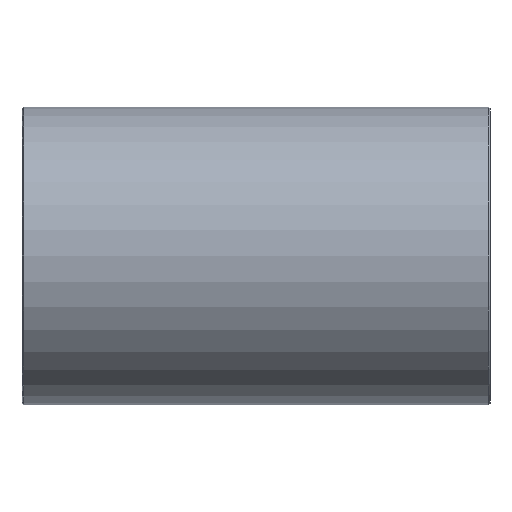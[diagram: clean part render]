
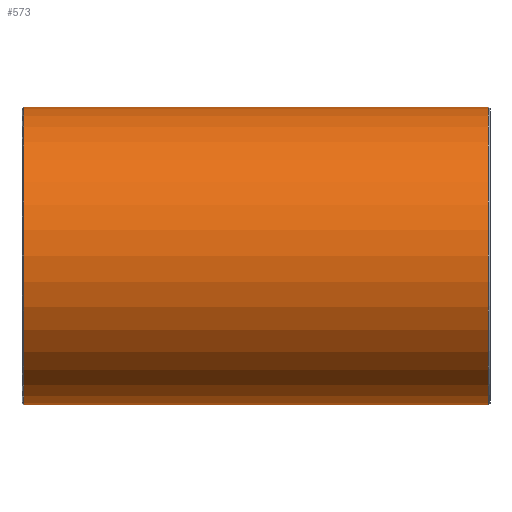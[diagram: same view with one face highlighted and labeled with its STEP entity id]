
A CAD part, front view. The second image highlights one B-rep face of the part: STEP entity #573.
In plain terms, the highlighted cylindrical face has radius 177.8 mm (diameter 355.6 mm), a partial arc.
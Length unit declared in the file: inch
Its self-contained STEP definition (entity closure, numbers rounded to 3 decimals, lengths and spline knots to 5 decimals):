
#5 = AXIS2_PLACEMENT_3D ( 'NONE', #138, #313, #367 ) ;
#22 = EDGE_CURVE ( 'NONE', #423, #408, #570, .T. ) ;
#27 = VERTEX_POINT ( 'NONE', #495 ) ;
#40 = CARTESIAN_POINT ( 'NONE',  ( 10.91667, 0., 0. ) ) ;
#46 = CIRCLE ( 'NONE', #233, 7. ) ;
#70 = VERTEX_POINT ( 'NONE', #465 ) ;
#81 = CARTESIAN_POINT ( 'NONE',  ( 11., 0., -7. ) ) ;
#94 = EDGE_CURVE ( 'NONE', #176, #408, #200, .T. ) ;
#95 = ORIENTED_EDGE ( 'NONE', *, *, #477, .F. ) ;
#106 = DIRECTION ( 'NONE',  ( -1., 0., 0. ) ) ;
#107 = CARTESIAN_POINT ( 'NONE',  ( 11., 0., -7. ) ) ;
#111 = VECTOR ( 'NONE', #257, 39.37008 ) ;
#113 = AXIS2_PLACEMENT_3D ( 'NONE', #297, #106, #433 ) ;
#127 = CARTESIAN_POINT ( 'NONE',  ( 0., 0., 7. ) ) ;
#138 = CARTESIAN_POINT ( 'NONE',  ( -10.91667, 0., 0. ) ) ;
#145 = VECTOR ( 'NONE', #497, 39.37008 ) ;
#159 = DIRECTION ( 'NONE',  ( 0., 0., -1. ) ) ;
#161 = LINE ( 'NONE', #203, #111 ) ;
#165 = DIRECTION ( 'NONE',  ( -1., 0., 0. ) ) ;
#176 = VERTEX_POINT ( 'NONE', #188 ) ;
#188 = CARTESIAN_POINT ( 'NONE',  ( 0., 0., -7. ) ) ;
#200 = LINE ( 'NONE', #107, #350 ) ;
#203 = CARTESIAN_POINT ( 'NONE',  ( 11., 0., 7. ) ) ;
#204 = FACE_OUTER_BOUND ( 'NONE', #333, .T. ) ;
#207 = VECTOR ( 'NONE', #165, 39.37008 ) ;
#216 = ORIENTED_EDGE ( 'NONE', *, *, #555, .T. ) ;
#233 = AXIS2_PLACEMENT_3D ( 'NONE', #40, #543, #159 ) ;
#257 = DIRECTION ( 'NONE',  ( -1., 0., 0. ) ) ;
#281 = EDGE_CURVE ( 'NONE', #27, #360, #161, .T. ) ;
#297 = CARTESIAN_POINT ( 'NONE',  ( 11., 0., 0. ) ) ;
#313 = DIRECTION ( 'NONE',  ( 1., 0., 0. ) ) ;
#333 = EDGE_LOOP ( 'NONE', ( #95, #216, #554, #437, #589, #528 ) ) ;
#342 = EDGE_CURVE ( 'NONE', #360, #423, #389, .T. ) ;
#350 = VECTOR ( 'NONE', #371, 39.37008 ) ;
#360 = VERTEX_POINT ( 'NONE', #127 ) ;
#367 = DIRECTION ( 'NONE',  ( 0., 0., 1. ) ) ;
#371 = DIRECTION ( 'NONE',  ( -1., 0., 0. ) ) ;
#387 = CYLINDRICAL_SURFACE ( 'NONE', #113, 7. ) ;
#389 = LINE ( 'NONE', #393, #207 ) ;
#393 = CARTESIAN_POINT ( 'NONE',  ( 11., 0., 7. ) ) ;
#403 = CARTESIAN_POINT ( 'NONE',  ( -10.91667, 0., -7. ) ) ;
#408 = VERTEX_POINT ( 'NONE', #403 ) ;
#423 = VERTEX_POINT ( 'NONE', #591 ) ;
#433 = DIRECTION ( 'NONE',  ( 0., 0., 1. ) ) ;
#437 = ORIENTED_EDGE ( 'NONE', *, *, #342, .T. ) ;
#465 = CARTESIAN_POINT ( 'NONE',  ( 10.91667, 0., -7. ) ) ;
#477 = EDGE_CURVE ( 'NONE', #70, #176, #493, .T. ) ;
#493 = LINE ( 'NONE', #81, #145 ) ;
#495 = CARTESIAN_POINT ( 'NONE',  ( 10.91667, 0., 7. ) ) ;
#497 = DIRECTION ( 'NONE',  ( -1., 0., 0. ) ) ;
#528 = ORIENTED_EDGE ( 'NONE', *, *, #94, .F. ) ;
#543 = DIRECTION ( 'NONE',  ( -1., 0., 0. ) ) ;
#554 = ORIENTED_EDGE ( 'NONE', *, *, #281, .T. ) ;
#555 = EDGE_CURVE ( 'NONE', #70, #27, #46, .T. ) ;
#570 = CIRCLE ( 'NONE', #5, 7. ) ;
#573 = ADVANCED_FACE ( 'NONE', ( #204 ), #387, .T. ) ;
#589 = ORIENTED_EDGE ( 'NONE', *, *, #22, .T. ) ;
#591 = CARTESIAN_POINT ( 'NONE',  ( -10.91667, 0., 7. ) ) ;
